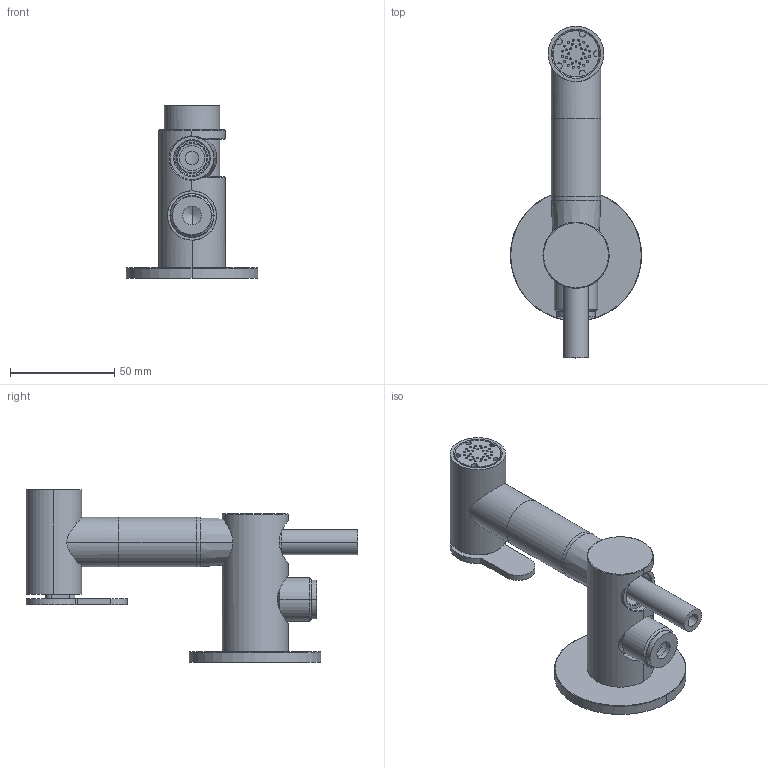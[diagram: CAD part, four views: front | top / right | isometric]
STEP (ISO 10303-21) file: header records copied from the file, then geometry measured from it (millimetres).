
FILE_DESCRIPTION((''),'2;1');
FILE_NAME('ID012_ASM','2019-12-10T07:45:10',('fabis'),(''),'CREO PARAMETRIC BY PTC INC, 2018190','CREO PARAMETRIC BY PTC INC, 2018190','');
FILE_SCHEMA(('CONFIG_CONTROL_DESIGN','SHAPE_APPEARANCE_LAYERS_GROUPS'));
Length unit declared in the file: millimetre
Products named in the file (15): GH005; CO002; RC068; GU211; AC389; AC390; AC392; AC388-6; AC393; AC394; LV049_ASM; AC339_ASM; DC055_ASM; NCFS056-AS; ID012_ASM
Assembly tree (14 placements, depth 4):
  ID012_ASM
    GH005
    CO002
    RC068
    GU211
    DC055_ASM
      AC389
      AC390
      AC392
      AC388-6
      LV049_ASM
        AC393
        AC394
      AC339_ASM
    NCFS056-AS
Bounding box: 63 x 158.94 x 82.5 mm (x, y, z)
Volume: 94561.9 mm3; surface area: 59826.9 mm2
Topology: 11 solids, 20 shells, 426 faces, 1022 edges, 642 vertices
Faces by surface type: cylinder 150, cone 125, plane 114, torus 26, bspline 10, sphere 1
Entity records: 20054 total; most frequent: CARTESIAN_POINT 3302, DIRECTION 2427, ORIENTED_EDGE 1996, PRESENTATION_STYLE_ASSIGNMENT 1429, STYLED_ITEM 1421, AXIS2_PLACEMENT_3D 1016, CURVE_STYLE 1016, EDGE_CURVE 1016
